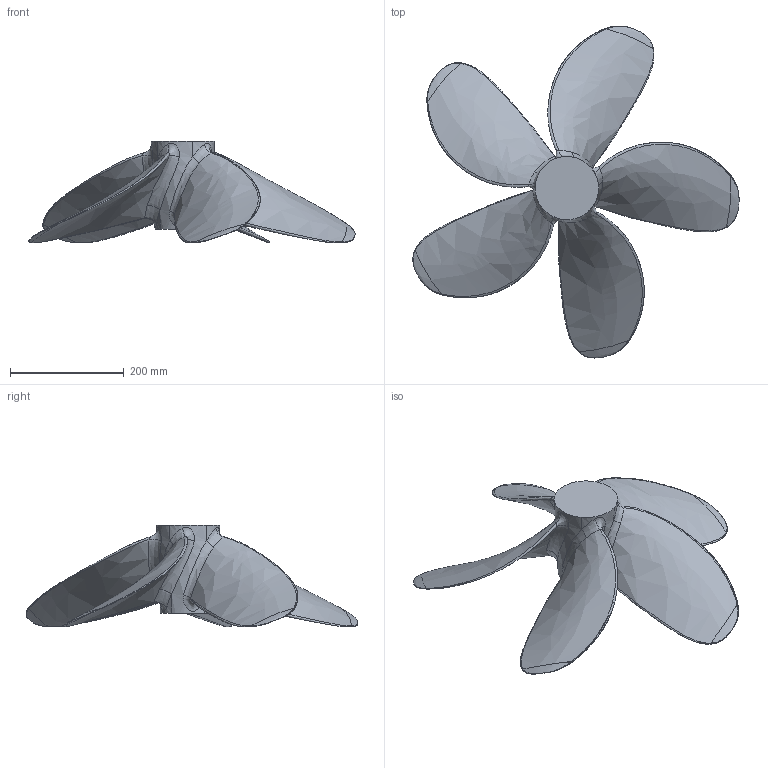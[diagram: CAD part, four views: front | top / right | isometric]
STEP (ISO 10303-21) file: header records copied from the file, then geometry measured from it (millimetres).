
FILE_DESCRIPTION(('FreeCAD Model'),'2;1');
FILE_NAME('Open CASCADE Shape Model','2025-05-03T09:31:25',('FreeCAD'),( 'FreeCAD'),'Open CASCADE STEP processor 7.6','FreeCAD','Unknown');
FILE_SCHEMA(('AUTOMOTIVE_DESIGN { 1 0 10303 214 1 1 1 1 }'));
Products named in the file (1): Open CASCADE STEP translator 7.6 1
Bounding box: 573.22 x 583.22 x 178.92 mm (x, y, z)
Volume: 3253088.5 mm3; surface area: 450848.1 mm2
Topology: 1 solids, 1 shells, 77 faces, 194 edges, 99 vertices
Faces by surface type: bspline 77
Entity records: 38449 total; most frequent: CARTESIAN_POINT 37344, ORIENTED_EDGE 348, EDGE_CURVE 174, B_SPLINE_CURVE_WITH_KNOTS 164, VERTEX_POINT 99, ADVANCED_FACE 77, FACE_BOUND 77, EDGE_LOOP 77
